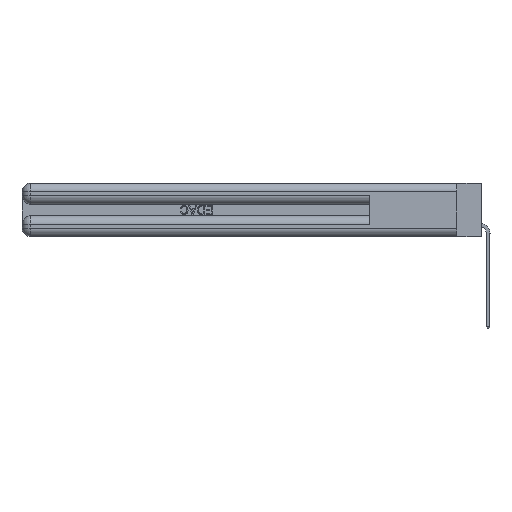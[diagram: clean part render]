
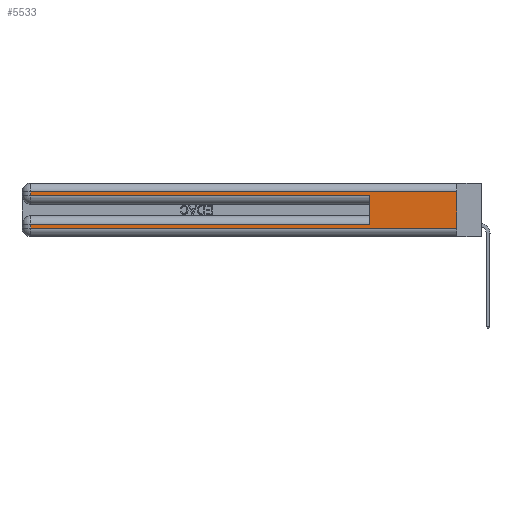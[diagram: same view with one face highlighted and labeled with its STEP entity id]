
A CAD part, left-side view. The second image highlights one B-rep face of the part: STEP entity #5533.
In plain terms, the highlighted planar face has unit normal (-1, 0, 0).
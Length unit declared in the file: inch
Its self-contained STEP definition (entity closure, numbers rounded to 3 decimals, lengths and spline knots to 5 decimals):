
#406 = CARTESIAN_POINT ( 'NONE',  ( 0., 2.94, 0.285 ) ) ;
#1041 = LINE ( 'NONE', #18218, #32349 ) ;
#1306 = CARTESIAN_POINT ( 'NONE',  ( 0., 2.94, 0.06 ) ) ;
#1638 = VERTEX_POINT ( 'NONE', #1306 ) ;
#1823 = CARTESIAN_POINT ( 'NONE',  ( 0., 0.6, 0.145 ) ) ;
#2754 = CARTESIAN_POINT ( 'NONE',  ( 0., 0., 0.06 ) ) ;
#3022 = ORIENTED_EDGE ( 'NONE', *, *, #24741, .T. ) ;
#3771 = EDGE_CURVE ( 'NONE', #33535, #28840, #30300, .T. ) ;
#4128 = VERTEX_POINT ( 'NONE', #21338 ) ;
#5290 = VECTOR ( 'NONE', #40544, 39.37008 ) ;
#5533 = ADVANCED_FACE ( 'NONE', ( #33772 ), #39670, .F. ) ;
#5576 = LINE ( 'NONE', #26738, #34190 ) ;
#5762 = ORIENTED_EDGE ( 'NONE', *, *, #28841, .T. ) ;
#8344 = ORIENTED_EDGE ( 'NONE', *, *, #32417, .T. ) ;
#8394 = ORIENTED_EDGE ( 'NONE', *, *, #3771, .F. ) ;
#10260 = ORIENTED_EDGE ( 'NONE', *, *, #25159, .F. ) ;
#13696 = CARTESIAN_POINT ( 'NONE',  ( 0., 0., 0.37 ) ) ;
#16439 = EDGE_CURVE ( 'NONE', #16642, #1638, #1041, .T. ) ;
#16496 = DIRECTION ( 'NONE',  ( 0., 0., -1. ) ) ;
#16632 = DIRECTION ( 'NONE',  ( 0., 0., -1. ) ) ;
#16642 = VERTEX_POINT ( 'NONE', #23061 ) ;
#17456 = CARTESIAN_POINT ( 'NONE',  ( 0., 0., 0.285 ) ) ;
#17566 = ORIENTED_EDGE ( 'NONE', *, *, #16439, .T. ) ;
#17743 = DIRECTION ( 'NONE',  ( 0., -1., 0. ) ) ;
#18218 = CARTESIAN_POINT ( 'NONE',  ( 0., 2.94, 0.37 ) ) ;
#19251 = VECTOR ( 'NONE', #29577, 39.37008 ) ;
#19277 = LINE ( 'NONE', #17456, #30746 ) ;
#19297 = ORIENTED_EDGE ( 'NONE', *, *, #30623, .T. ) ;
#20103 = LINE ( 'NONE', #1823, #29490 ) ;
#20865 = VECTOR ( 'NONE', #24910, 39.37008 ) ;
#21338 = CARTESIAN_POINT ( 'NONE',  ( 0., 2.94, 0.31 ) ) ;
#21407 = CARTESIAN_POINT ( 'NONE',  ( 0., 0.6, 0.085 ) ) ;
#21581 = DIRECTION ( 'NONE',  ( 0., 0., -1. ) ) ;
#22527 = VERTEX_POINT ( 'NONE', #21407 ) ;
#23061 = CARTESIAN_POINT ( 'NONE',  ( 0., 2.94, 0.085 ) ) ;
#24741 = EDGE_CURVE ( 'NONE', #4128, #39827, #5576, .T. ) ;
#24910 = DIRECTION ( 'NONE',  ( 0., 1., 0. ) ) ;
#25033 = EDGE_LOOP ( 'NONE', ( #8394, #19297, #3022, #8344, #10260, #37668, #17566, #5762 ) ) ;
#25159 = EDGE_CURVE ( 'NONE', #22527, #36767, #20103, .T. ) ;
#25967 = CARTESIAN_POINT ( 'NONE',  ( 0., 0., 0.06 ) ) ;
#26455 = CARTESIAN_POINT ( 'NONE',  ( 0., 0., 0.37 ) ) ;
#26738 = CARTESIAN_POINT ( 'NONE',  ( 0., 2.94, 0.37 ) ) ;
#26813 = AXIS2_PLACEMENT_3D ( 'NONE', #26455, #36442, #16496 ) ;
#27016 = CARTESIAN_POINT ( 'NONE',  ( 0., 0.6, 0.285 ) ) ;
#28840 = VERTEX_POINT ( 'NONE', #2754 ) ;
#28841 = EDGE_CURVE ( 'NONE', #1638, #28840, #36391, .T. ) ;
#29490 = VECTOR ( 'NONE', #31418, 39.37008 ) ;
#29577 = DIRECTION ( 'NONE',  ( 0., -1., 0. ) ) ;
#30244 = CARTESIAN_POINT ( 'NONE',  ( 0., 0., 0.31 ) ) ;
#30300 = LINE ( 'NONE', #13696, #5290 ) ;
#30584 = DIRECTION ( 'NONE',  ( 0., 1., 0. ) ) ;
#30623 = EDGE_CURVE ( 'NONE', #33535, #4128, #32418, .T. ) ;
#30746 = VECTOR ( 'NONE', #17743, 39.37008 ) ;
#31418 = DIRECTION ( 'NONE',  ( 0., 0., 1. ) ) ;
#32349 = VECTOR ( 'NONE', #21581, 39.37008 ) ;
#32417 = EDGE_CURVE ( 'NONE', #39827, #36767, #19277, .T. ) ;
#32418 = LINE ( 'NONE', #36841, #42347 ) ;
#33535 = VERTEX_POINT ( 'NONE', #30244 ) ;
#33772 = FACE_OUTER_BOUND ( 'NONE', #25033, .T. ) ;
#34190 = VECTOR ( 'NONE', #16632, 39.37008 ) ;
#34384 = LINE ( 'NONE', #34926, #20865 ) ;
#34926 = CARTESIAN_POINT ( 'NONE',  ( 0., 0., 0.085 ) ) ;
#36391 = LINE ( 'NONE', #25967, #19251 ) ;
#36442 = DIRECTION ( 'NONE',  ( 1., 0., 0. ) ) ;
#36767 = VERTEX_POINT ( 'NONE', #27016 ) ;
#36841 = CARTESIAN_POINT ( 'NONE',  ( 0., 0., 0.31 ) ) ;
#37668 = ORIENTED_EDGE ( 'NONE', *, *, #43162, .T. ) ;
#39670 = PLANE ( 'NONE',  #26813 ) ;
#39827 = VERTEX_POINT ( 'NONE', #406 ) ;
#40544 = DIRECTION ( 'NONE',  ( 0., 0., -1. ) ) ;
#42347 = VECTOR ( 'NONE', #30584, 39.37008 ) ;
#43162 = EDGE_CURVE ( 'NONE', #22527, #16642, #34384, .T. ) ;
